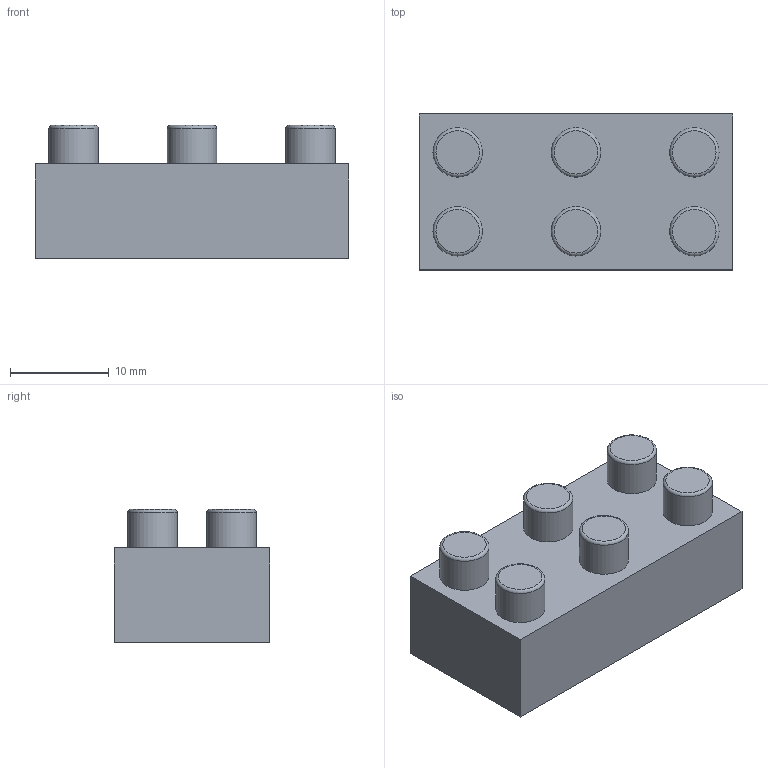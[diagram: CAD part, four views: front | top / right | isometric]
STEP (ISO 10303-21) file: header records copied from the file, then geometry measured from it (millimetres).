
FILE_DESCRIPTION(/* description */ (''),/* implementation_level */ '2;1');
FILE_NAME(/* name */ '8241c54e-7507-46f1-9cd2-b7a01b4c3fcb.stp',/* time_stamp */ '2024-08-24T09:05:19Z',/* author */ (''),/* organization */ (''),/* preprocessor_version */ 'ST-DEVELOPER v20',/* originating_system */ 'Autodesk Translation Framework v13.20.0.188',/* authorisation */ '');
FILE_SCHEMA (('AUTOMOTIVE_DESIGN { 1 0 10303 214 3 1 1 }'));
Length unit declared in the file: millimetre
Products named in the file (2): Test; 2X8 Block1
Assembly tree (1 placements, depth 2):
  Test
    2X8 Block1
Bounding box: 31.8 x 15.8 x 13.5 mm (x, y, z)
Volume: 2689.3 mm3; surface area: 3994.2 mm2
Topology: 7 solids, 7 shells, 47 faces, 78 edges, 52 vertices
Faces by surface type: plane 29, cylinder 12, torus 6
Full cylindrical faces by diameter (mm): 4.3 x3, 5 x6, 6.3 x3
Entity records: 1161 total; most frequent: DIRECTION 220, CARTESIAN_POINT 180, ORIENTED_EDGE 156, AXIS2_PLACEMENT_3D 92, EDGE_CURVE 78, EDGE_LOOP 54, VERTEX_POINT 52, FACE_OUTER_BOUND 47
